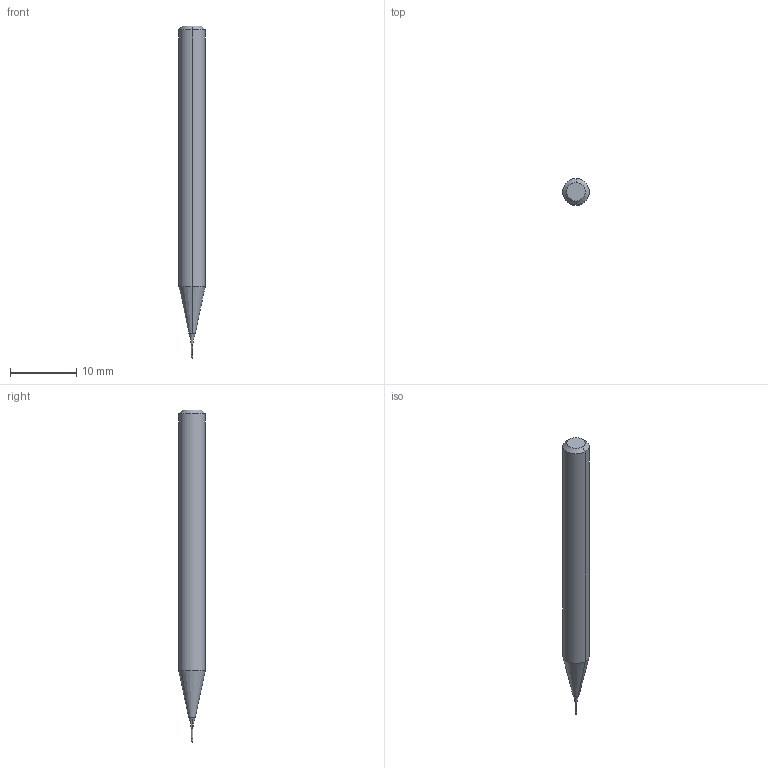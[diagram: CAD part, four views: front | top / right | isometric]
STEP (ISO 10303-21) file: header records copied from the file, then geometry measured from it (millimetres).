
FILE_DESCRIPTION(('STEP AP214'),'1');
FILE_NAME('607905386-000-00-E43.stp','2023-02-09T15:34:51',(' '),(' '),'Spatial InterOp 3D',' ',' ');
FILE_SCHEMA(('AUTOMOTIVE_DESIGN { 1 0 10303 214 1 1 1 1 }'));
Length unit declared in the file: millimetre
Products named in the file (1): 1
Bounding box: 4 x 4 x 50 mm (x, y, z)
Volume: 530.4 mm3; surface area: 562.2 mm2
Topology: 2 solids, 2 shells, 17 faces, 41 edges, 26 vertices
Faces by surface type: cylinder 6, cone 4, plane 3, sphere 2, torus 2
Entity records: 657 total; most frequent: DIRECTION 104, CARTESIAN_POINT 82, ORIENTED_EDGE 70, AXIS2_PLACEMENT_3D 48, EDGE_CURVE 35, CIRCLE 25, VERTEX_POINT 22, STYLED_ITEM 19
